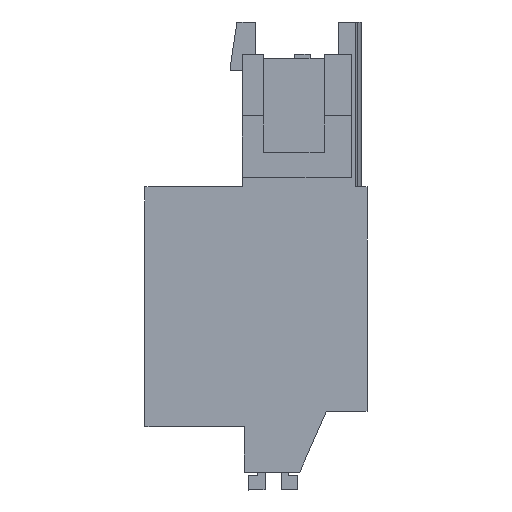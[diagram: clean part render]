
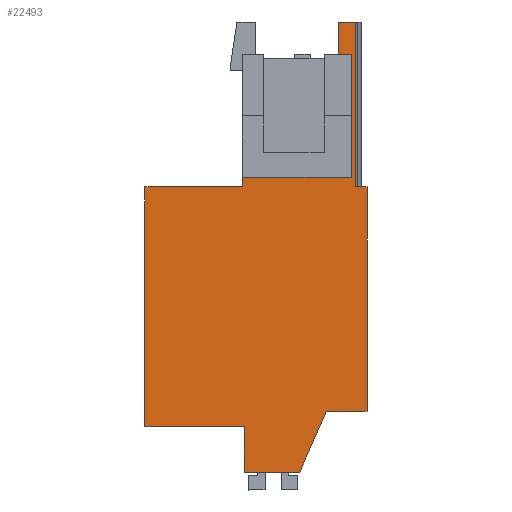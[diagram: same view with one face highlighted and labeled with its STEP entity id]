
A CAD part, left-side view. The second image highlights one B-rep face of the part: STEP entity #22493.
In plain terms, the highlighted planar face has unit normal (-1, 0, 0).
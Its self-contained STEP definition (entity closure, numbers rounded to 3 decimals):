
#22437=AXIS2_PLACEMENT_3D('Plane Axis2P3D',#22434,#22435,#22436) ;
#129=CARTESIAN_POINT('Vertex',(0.975,7.85,4.043)) ;
#407=CARTESIAN_POINT('Vertex',(0.975,7.85,1.143)) ;
#410=CARTESIAN_POINT('Line Origine',(0.975,7.85,2.593)) ;
#547=CARTESIAN_POINT('Vertex',(0.975,0.,5.043)) ;
#550=CARTESIAN_POINT('Line Origine',(0.975,1.3,5.043)) ;
#554=CARTESIAN_POINT('Vertex',(0.975,2.6,5.043)) ;
#1528=CARTESIAN_POINT('Vertex',(0.975,14.2,4.043)) ;
#1536=CARTESIAN_POINT('Line Origine',(0.975,11.025,4.043)) ;
#2679=CARTESIAN_POINT('Vertex',(0.975,0.,19.383)) ;
#2682=CARTESIAN_POINT('Line Origine',(0.975,0.,12.213)) ;
#3564=CARTESIAN_POINT('Vertex',(0.975,14.2,19.383)) ;
#3567=CARTESIAN_POINT('Line Origine',(0.975,14.2,11.713)) ;
#4585=CARTESIAN_POINT('Vertex',(0.975,7.968,19.383)) ;
#4588=CARTESIAN_POINT('Line Origine',(0.975,11.084,19.383)) ;
#4689=CARTESIAN_POINT('Line Origine',(0.975,7.968,19.96)) ;
#4693=CARTESIAN_POINT('Vertex',(0.975,7.968,20.538)) ;
#5304=CARTESIAN_POINT('Vertex',(0.975,1.848,29.933)) ;
#5307=CARTESIAN_POINT('Line Origine',(0.975,1.285,29.933)) ;
#5311=CARTESIAN_POINT('Vertex',(0.975,0.723,29.933)) ;
#5932=CARTESIAN_POINT('Vertex',(0.975,0.723,19.383)) ;
#5935=CARTESIAN_POINT('Line Origine',(0.975,0.361,19.383)) ;
#22408=CARTESIAN_POINT('Line Origine',(0.975,3.45,3.093)) ;
#22412=CARTESIAN_POINT('Vertex',(0.975,4.3,1.143)) ;
#22434=CARTESIAN_POINT('Axis2P3D Location',(0.975,6.8,19.383)) ;
#22439=CARTESIAN_POINT('Line Origine',(0.975,0.723,24.658)) ;
#22444=CARTESIAN_POINT('Line Origine',(0.975,1.848,28.63)) ;
#22448=CARTESIAN_POINT('Vertex',(0.975,1.848,27.328)) ;
#22451=CARTESIAN_POINT('Line Origine',(0.975,1.423,27.328)) ;
#22455=CARTESIAN_POINT('Vertex',(0.975,0.998,27.328)) ;
#22458=CARTESIAN_POINT('Line Origine',(0.975,0.998,23.933)) ;
#22462=CARTESIAN_POINT('Vertex',(0.975,0.998,20.538)) ;
#22465=CARTESIAN_POINT('Line Origine',(0.975,4.483,20.538)) ;
#22470=CARTESIAN_POINT('Line Origine',(0.975,6.075,1.143)) ;
#411=DIRECTION('Vector Direction',(0.,0.,-1.)) ;
#551=DIRECTION('Vector Direction',(0.,-1.,0.)) ;
#1537=DIRECTION('Vector Direction',(0.,-1.,0.)) ;
#2683=DIRECTION('Vector Direction',(0.,0.,1.)) ;
#3568=DIRECTION('Vector Direction',(0.,0.,-1.)) ;
#4589=DIRECTION('Vector Direction',(0.,1.,0.)) ;
#4690=DIRECTION('Vector Direction',(0.,0.,-1.)) ;
#5308=DIRECTION('Vector Direction',(0.,1.,0.)) ;
#5936=DIRECTION('Vector Direction',(0.,1.,0.)) ;
#22409=DIRECTION('Vector Direction',(0.,-0.4,0.917)) ;
#22435=DIRECTION('Axis2P3D Direction',(-1.,0.,0.)) ;
#22436=DIRECTION('Axis2P3D XDirection',(0.,1.,0.)) ;
#22440=DIRECTION('Vector Direction',(0.,0.,-1.)) ;
#22445=DIRECTION('Vector Direction',(0.,0.,1.)) ;
#22452=DIRECTION('Vector Direction',(0.,-1.,0.)) ;
#22459=DIRECTION('Vector Direction',(0.,0.,1.)) ;
#22466=DIRECTION('Vector Direction',(0.,1.,0.)) ;
#22471=DIRECTION('Vector Direction',(0.,-1.,0.)) ;
#412=VECTOR('Line Direction',#411,1.) ;
#552=VECTOR('Line Direction',#551,1.) ;
#1538=VECTOR('Line Direction',#1537,1.) ;
#2684=VECTOR('Line Direction',#2683,1.) ;
#3569=VECTOR('Line Direction',#3568,1.) ;
#4590=VECTOR('Line Direction',#4589,1.) ;
#4691=VECTOR('Line Direction',#4690,1.) ;
#5309=VECTOR('Line Direction',#5308,1.) ;
#5937=VECTOR('Line Direction',#5936,1.) ;
#22410=VECTOR('Line Direction',#22409,1.) ;
#22441=VECTOR('Line Direction',#22440,1.) ;
#22446=VECTOR('Line Direction',#22445,1.) ;
#22453=VECTOR('Line Direction',#22452,1.) ;
#22460=VECTOR('Line Direction',#22459,1.) ;
#22467=VECTOR('Line Direction',#22466,1.) ;
#22472=VECTOR('Line Direction',#22471,1.) ;
#22476=ORIENTED_EDGE('',*,*,#5939,.T.) ;
#22477=ORIENTED_EDGE('',*,*,#22443,.F.) ;
#22478=ORIENTED_EDGE('',*,*,#5313,.T.) ;
#22479=ORIENTED_EDGE('',*,*,#22450,.T.) ;
#22480=ORIENTED_EDGE('',*,*,#22457,.T.) ;
#22481=ORIENTED_EDGE('',*,*,#22464,.T.) ;
#22482=ORIENTED_EDGE('',*,*,#22469,.T.) ;
#22483=ORIENTED_EDGE('',*,*,#4695,.F.) ;
#22484=ORIENTED_EDGE('',*,*,#4592,.T.) ;
#22485=ORIENTED_EDGE('',*,*,#3571,.T.) ;
#22486=ORIENTED_EDGE('',*,*,#1540,.T.) ;
#22487=ORIENTED_EDGE('',*,*,#414,.T.) ;
#22488=ORIENTED_EDGE('',*,*,#22474,.T.) ;
#22489=ORIENTED_EDGE('',*,*,#22414,.T.) ;
#22490=ORIENTED_EDGE('',*,*,#556,.T.) ;
#22491=ORIENTED_EDGE('',*,*,#2686,.T.) ;
#22493=ADVANCED_FACE('HOUSING',(#22492),#22438,.T.) ;
#414=EDGE_CURVE('',#130,#408,#413,.T.) ;
#556=EDGE_CURVE('',#555,#548,#553,.T.) ;
#1540=EDGE_CURVE('',#1529,#130,#1539,.T.) ;
#2686=EDGE_CURVE('',#548,#2680,#2685,.T.) ;
#3571=EDGE_CURVE('',#3565,#1529,#3570,.T.) ;
#4592=EDGE_CURVE('',#4586,#3565,#4591,.T.) ;
#4695=EDGE_CURVE('',#4586,#4694,#4692,.F.) ;
#5313=EDGE_CURVE('',#5312,#5305,#5310,.T.) ;
#5939=EDGE_CURVE('',#2680,#5933,#5938,.T.) ;
#22414=EDGE_CURVE('',#22413,#555,#22411,.T.) ;
#22443=EDGE_CURVE('',#5312,#5933,#22442,.T.) ;
#22450=EDGE_CURVE('',#5305,#22449,#22447,.F.) ;
#22457=EDGE_CURVE('',#22449,#22456,#22454,.T.) ;
#22464=EDGE_CURVE('',#22456,#22463,#22461,.F.) ;
#22469=EDGE_CURVE('',#22463,#4694,#22468,.T.) ;
#22474=EDGE_CURVE('',#408,#22413,#22473,.T.) ;
#22475=EDGE_LOOP('',(#22476,#22477,#22478,#22479,#22480,#22481,#22482,#22483,#22484,#22485,#22486,#22487,#22488,#22489,#22490,#22491)) ;
#22492=FACE_OUTER_BOUND('',#22475,.T.) ;
#413=LINE('Line',#410,#412) ;
#553=LINE('Line',#550,#552) ;
#1539=LINE('Line',#1536,#1538) ;
#2685=LINE('Line',#2682,#2684) ;
#3570=LINE('Line',#3567,#3569) ;
#4591=LINE('Line',#4588,#4590) ;
#4692=LINE('Line',#4689,#4691) ;
#5310=LINE('Line',#5307,#5309) ;
#5938=LINE('Line',#5935,#5937) ;
#22411=LINE('Line',#22408,#22410) ;
#22442=LINE('Line',#22439,#22441) ;
#22447=LINE('Line',#22444,#22446) ;
#22454=LINE('Line',#22451,#22453) ;
#22461=LINE('Line',#22458,#22460) ;
#22468=LINE('Line',#22465,#22467) ;
#22473=LINE('Line',#22470,#22472) ;
#22438=PLANE('',#22437) ;
#130=VERTEX_POINT('',#129) ;
#408=VERTEX_POINT('',#407) ;
#548=VERTEX_POINT('',#547) ;
#555=VERTEX_POINT('',#554) ;
#1529=VERTEX_POINT('',#1528) ;
#2680=VERTEX_POINT('',#2679) ;
#3565=VERTEX_POINT('',#3564) ;
#4586=VERTEX_POINT('',#4585) ;
#4694=VERTEX_POINT('',#4693) ;
#5305=VERTEX_POINT('',#5304) ;
#5312=VERTEX_POINT('',#5311) ;
#5933=VERTEX_POINT('',#5932) ;
#22413=VERTEX_POINT('',#22412) ;
#22449=VERTEX_POINT('',#22448) ;
#22456=VERTEX_POINT('',#22455) ;
#22463=VERTEX_POINT('',#22462) ;
